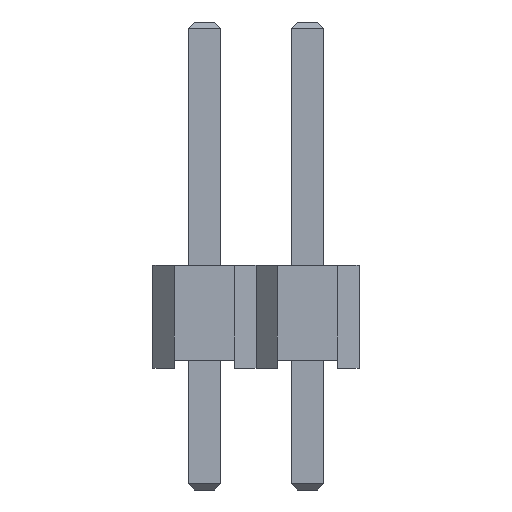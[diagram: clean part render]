
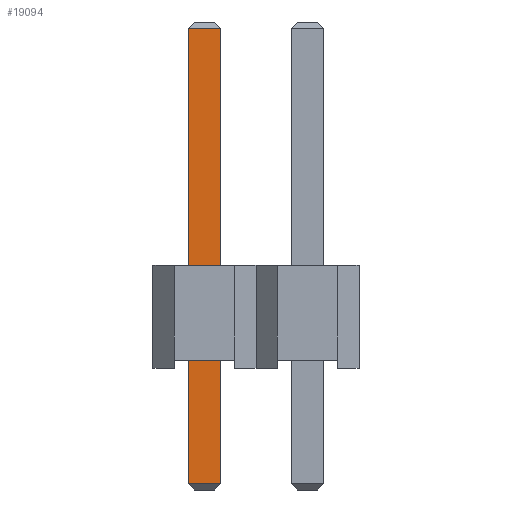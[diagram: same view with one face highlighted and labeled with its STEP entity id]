
A CAD part, front view. The second image highlights one B-rep face of the part: STEP entity #19094.
In plain terms, the highlighted planar face has unit normal (0, -1, 0).
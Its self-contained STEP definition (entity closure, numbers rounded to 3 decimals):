
#18682 = PLANE('',#18683);
#18683 = AXIS2_PLACEMENT_3D('',#18684,#18685,#18686);
#18684 = CARTESIAN_POINT('',(-0.4,-0.4,-3.));
#18685 = DIRECTION('',(-1.,0.,0.));
#18686 = DIRECTION('',(0.,1.,0.));
#18738 = PLANE('',#18739);
#18739 = AXIS2_PLACEMENT_3D('',#18740,#18741,#18742);
#18740 = CARTESIAN_POINT('',(0.4,0.4,-3.));
#18741 = DIRECTION('',(1.,0.,0.));
#18742 = DIRECTION('',(0.,-1.,0.));
#18779 = EDGE_CURVE('',#18780,#18782,#18784,.T.);
#18780 = VERTEX_POINT('',#18781);
#18781 = CARTESIAN_POINT('',(-0.4,-0.4,-2.85));
#18782 = VERTEX_POINT('',#18783);
#18783 = CARTESIAN_POINT('',(-0.4,-0.4,8.39));
#18784 = SURFACE_CURVE('',#18785,(#18789,#18796),.PCURVE_S1.);
#18785 = LINE('',#18786,#18787);
#18786 = CARTESIAN_POINT('',(-0.4,-0.4,-3.));
#18787 = VECTOR('',#18788,1.);
#18788 = DIRECTION('',(0.,0.,1.));
#18789 = PCURVE('',#18682,#18790);
#18790 = DEFINITIONAL_REPRESENTATION('',(#18791),#18795);
#18791 = LINE('',#18792,#18793);
#18792 = CARTESIAN_POINT('',(0.,0.));
#18793 = VECTOR('',#18794,1.);
#18794 = DIRECTION('',(0.,-1.));
#18795 = ( GEOMETRIC_REPRESENTATION_CONTEXT(2) 
PARAMETRIC_REPRESENTATION_CONTEXT() REPRESENTATION_CONTEXT('2D SPACE',''
  ) );
#18796 = PCURVE('',#18797,#18802);
#18797 = PLANE('',#18798);
#18798 = AXIS2_PLACEMENT_3D('',#18799,#18800,#18801);
#18799 = CARTESIAN_POINT('',(0.4,-0.4,-3.));
#18800 = DIRECTION('',(0.,-1.,0.));
#18801 = DIRECTION('',(-1.,0.,0.));
#18802 = DEFINITIONAL_REPRESENTATION('',(#18803),#18807);
#18803 = LINE('',#18804,#18805);
#18804 = CARTESIAN_POINT('',(0.8,0.));
#18805 = VECTOR('',#18806,1.);
#18806 = DIRECTION('',(0.,-1.));
#18807 = ( GEOMETRIC_REPRESENTATION_CONTEXT(2) 
PARAMETRIC_REPRESENTATION_CONTEXT() REPRESENTATION_CONTEXT('2D SPACE',''
  ) );
#19029 = VERTEX_POINT('',#19030);
#19030 = CARTESIAN_POINT('',(0.4,-0.4,8.39));
#19051 = EDGE_CURVE('',#19052,#19029,#19054,.T.);
#19052 = VERTEX_POINT('',#19053);
#19053 = CARTESIAN_POINT('',(0.4,-0.4,-2.85));
#19054 = SURFACE_CURVE('',#19055,(#19059,#19066),.PCURVE_S1.);
#19055 = LINE('',#19056,#19057);
#19056 = CARTESIAN_POINT('',(0.4,-0.4,-3.));
#19057 = VECTOR('',#19058,1.);
#19058 = DIRECTION('',(0.,0.,1.));
#19059 = PCURVE('',#18738,#19060);
#19060 = DEFINITIONAL_REPRESENTATION('',(#19061),#19065);
#19061 = LINE('',#19062,#19063);
#19062 = CARTESIAN_POINT('',(0.8,0.));
#19063 = VECTOR('',#19064,1.);
#19064 = DIRECTION('',(0.,-1.));
#19065 = ( GEOMETRIC_REPRESENTATION_CONTEXT(2) 
PARAMETRIC_REPRESENTATION_CONTEXT() REPRESENTATION_CONTEXT('2D SPACE',''
  ) );
#19066 = PCURVE('',#18797,#19067);
#19067 = DEFINITIONAL_REPRESENTATION('',(#19068),#19072);
#19068 = LINE('',#19069,#19070);
#19069 = CARTESIAN_POINT('',(0.,0.));
#19070 = VECTOR('',#19071,1.);
#19071 = DIRECTION('',(0.,-1.));
#19072 = ( GEOMETRIC_REPRESENTATION_CONTEXT(2) 
PARAMETRIC_REPRESENTATION_CONTEXT() REPRESENTATION_CONTEXT('2D SPACE',''
  ) );
#19094 = ADVANCED_FACE('',(#19095),#18797,.T.);
#19095 = FACE_BOUND('',#19096,.T.);
#19096 = EDGE_LOOP('',(#19097,#19098,#19124,#19125));
#19097 = ORIENTED_EDGE('',*,*,#19051,.T.);
#19098 = ORIENTED_EDGE('',*,*,#19099,.T.);
#19099 = EDGE_CURVE('',#19029,#18782,#19100,.T.);
#19100 = SURFACE_CURVE('',#19101,(#19105,#19112),.PCURVE_S1.);
#19101 = LINE('',#19102,#19103);
#19102 = CARTESIAN_POINT('',(0.4,-0.4,8.39));
#19103 = VECTOR('',#19104,1.);
#19104 = DIRECTION('',(-1.,0.,0.));
#19105 = PCURVE('',#18797,#19106);
#19106 = DEFINITIONAL_REPRESENTATION('',(#19107),#19111);
#19107 = LINE('',#19108,#19109);
#19108 = CARTESIAN_POINT('',(0.,-11.39));
#19109 = VECTOR('',#19110,1.);
#19110 = DIRECTION('',(1.,0.));
#19111 = ( GEOMETRIC_REPRESENTATION_CONTEXT(2) 
PARAMETRIC_REPRESENTATION_CONTEXT() REPRESENTATION_CONTEXT('2D SPACE',''
  ) );
#19112 = PCURVE('',#19113,#19118);
#19113 = PLANE('',#19114);
#19114 = AXIS2_PLACEMENT_3D('',#19115,#19116,#19117);
#19115 = CARTESIAN_POINT('',(0.4,-0.325,8.465));
#19116 = DIRECTION('',(0.,-0.707,0.707));
#19117 = DIRECTION('',(1.,0.,0.));
#19118 = DEFINITIONAL_REPRESENTATION('',(#19119),#19123);
#19119 = LINE('',#19120,#19121);
#19120 = CARTESIAN_POINT('',(0.,-0.106));
#19121 = VECTOR('',#19122,1.);
#19122 = DIRECTION('',(-1.,0.));
#19123 = ( GEOMETRIC_REPRESENTATION_CONTEXT(2) 
PARAMETRIC_REPRESENTATION_CONTEXT() REPRESENTATION_CONTEXT('2D SPACE',''
  ) );
#19124 = ORIENTED_EDGE('',*,*,#18779,.F.);
#19125 = ORIENTED_EDGE('',*,*,#19126,.F.);
#19126 = EDGE_CURVE('',#19052,#18780,#19127,.T.);
#19127 = SURFACE_CURVE('',#19128,(#19132,#19139),.PCURVE_S1.);
#19128 = LINE('',#19129,#19130);
#19129 = CARTESIAN_POINT('',(0.4,-0.4,-2.85));
#19130 = VECTOR('',#19131,1.);
#19131 = DIRECTION('',(-1.,0.,0.));
#19132 = PCURVE('',#18797,#19133);
#19133 = DEFINITIONAL_REPRESENTATION('',(#19134),#19138);
#19134 = LINE('',#19135,#19136);
#19135 = CARTESIAN_POINT('',(0.,-0.15));
#19136 = VECTOR('',#19137,1.);
#19137 = DIRECTION('',(1.,0.));
#19138 = ( GEOMETRIC_REPRESENTATION_CONTEXT(2) 
PARAMETRIC_REPRESENTATION_CONTEXT() REPRESENTATION_CONTEXT('2D SPACE',''
  ) );
#19139 = PCURVE('',#19140,#19145);
#19140 = PLANE('',#19141);
#19141 = AXIS2_PLACEMENT_3D('',#19142,#19143,#19144);
#19142 = CARTESIAN_POINT('',(0.4,-0.325,-2.925));
#19143 = DIRECTION('',(0.,0.707,0.707
    ));
#19144 = DIRECTION('',(1.,0.,0.));
#19145 = DEFINITIONAL_REPRESENTATION('',(#19146),#19150);
#19146 = LINE('',#19147,#19148);
#19147 = CARTESIAN_POINT('',(0.,-0.106));
#19148 = VECTOR('',#19149,1.);
#19149 = DIRECTION('',(-1.,0.));
#19150 = ( GEOMETRIC_REPRESENTATION_CONTEXT(2) 
PARAMETRIC_REPRESENTATION_CONTEXT() REPRESENTATION_CONTEXT('2D SPACE',''
  ) );
